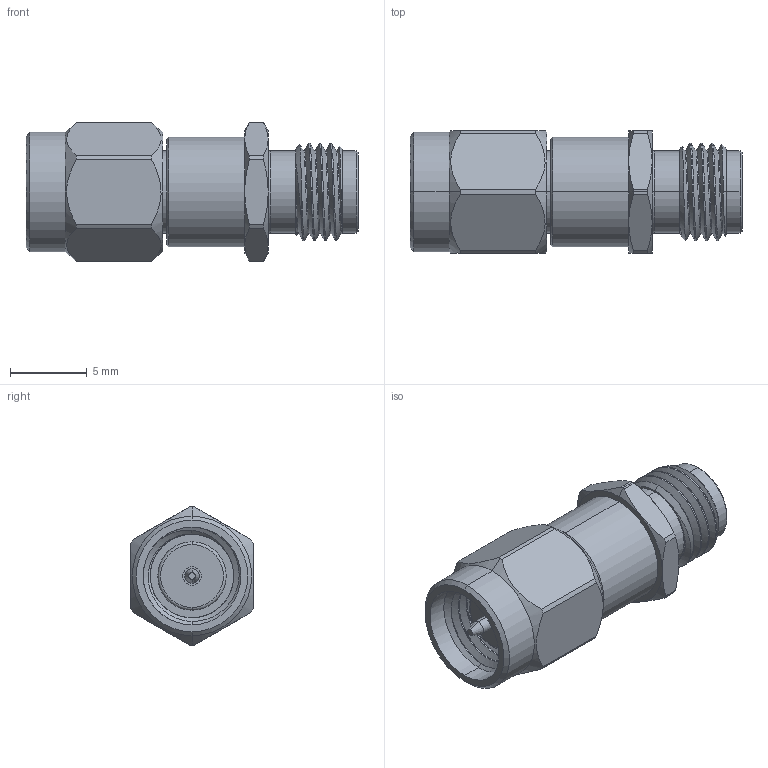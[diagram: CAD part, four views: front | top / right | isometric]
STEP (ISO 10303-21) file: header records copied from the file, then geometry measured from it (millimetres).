
FILE_DESCRIPTION (( 'STEP AP214' ), '1' );
FILE_NAME ('SA18H-07.STEP', '2017-12-19T16:05:14', ( '' ), ( '' ), 'SwSTEP 2.0', 'SolidWorks 2017', '' );
FILE_SCHEMA (( 'AUTOMOTIVE_DESIGN' ));
Length unit declared in the file: inch
Products named in the file (1): SA18H-07
Bounding box: 21.59 x 7.94 x 8.99 mm (x, y, z)
Volume: 754.3 mm3; surface area: 976.8 mm2
Topology: 2 solids, 2 shells, 141 faces, 333 edges, 209 vertices
Faces by surface type: cylinder 61, cone 41, plane 29, bspline 6, torus 4
Entity records: 6248 total; most frequent: CARTESIAN_POINT 2875, ORIENTED_EDGE 666, DIRECTION 638, EDGE_CURVE 333, AXIS2_PLACEMENT_3D 270, VERTEX_POINT 209, EDGE_LOOP 156, ADVANCED_FACE 141
